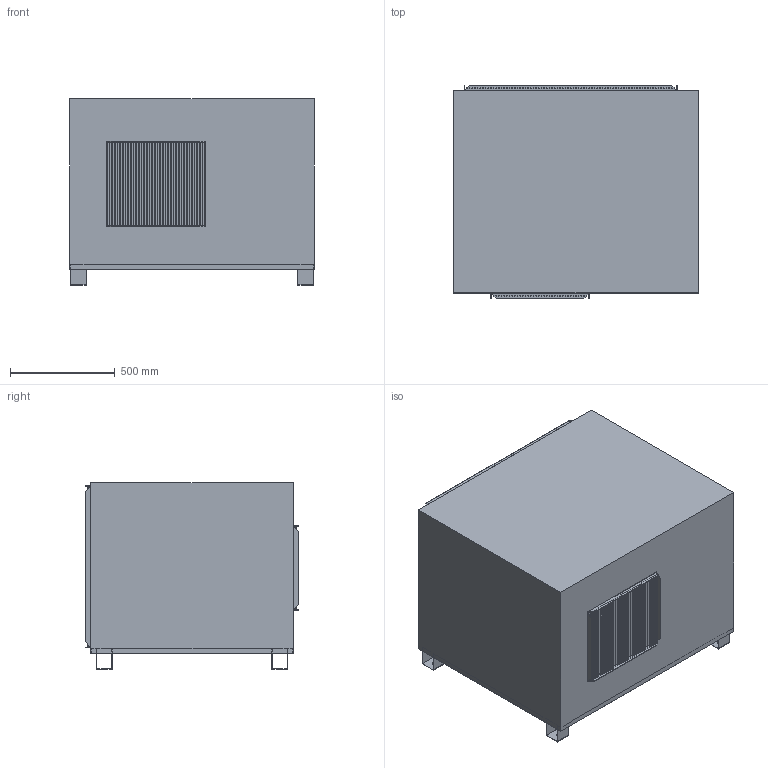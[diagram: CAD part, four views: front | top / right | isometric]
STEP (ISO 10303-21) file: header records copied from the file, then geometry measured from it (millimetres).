
FILE_DESCRIPTION(('starvars output'),'1');
FILE_NAME('cv20250326025738000054828.stp','02:57:39 2025/03/26',('Thomas Industrial Network Germany GmbH'),(' '),'Spatial InterOp 3D',' ',' ');
FILE_SCHEMA(('AUTOMOTIVE_DESIGN { 1 0 10303 214 3 1 1 }'));
Length unit declared in the file: millimetre
Products named in the file (1): 1
Bounding box: 1168.4 x 1016 x 889 mm (x, y, z)
Volume: 892352466.5 mm3; surface area: 6993153.5 mm2
Topology: 1 solids, 1 shells, 351 faces, 1046 edges, 684 vertices
Faces by surface type: cylinder 238, plane 113
Entity records: 15296 total; most frequent: DIRECTION 2242, ORIENTED_EDGE 2092, CARTESIAN_POINT 2082, EDGE_CURVE 1046, AXIS2_PLACEMENT_3D 844, VERTEX_POINT 684, EDGE_LOOP 584, LINE 554
